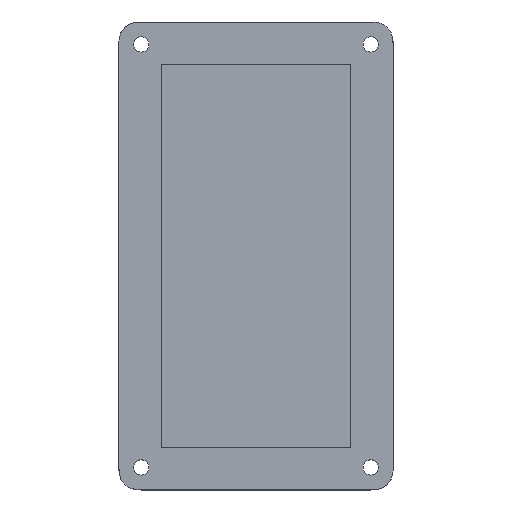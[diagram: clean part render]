
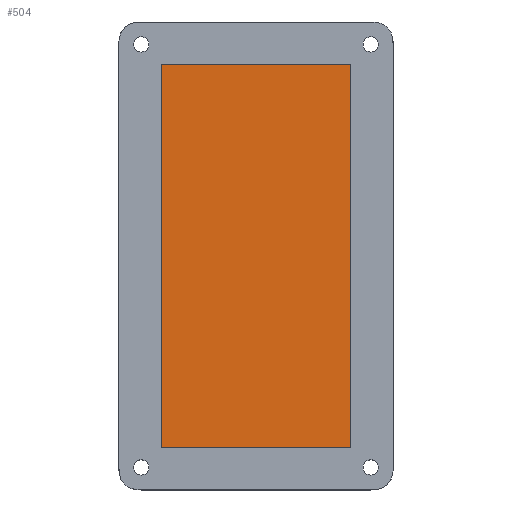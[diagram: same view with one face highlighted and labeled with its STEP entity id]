
A CAD part, top view. The second image highlights one B-rep face of the part: STEP entity #504.
In plain terms, the highlighted planar face has unit normal (0, 0, 1).
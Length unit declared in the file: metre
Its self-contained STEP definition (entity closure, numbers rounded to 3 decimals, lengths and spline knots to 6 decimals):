
#148=ORIENTED_EDGE('',*,*,#228,.F.);
#149=ORIENTED_EDGE('',*,*,#226,.T.);
#150=ORIENTED_EDGE('',*,*,#188,.T.);
#151=ORIENTED_EDGE('',*,*,#244,.F.);
#152=ORIENTED_EDGE('',*,*,#196,.T.);
#153=ORIENTED_EDGE('',*,*,#245,.T.);
#154=ORIENTED_EDGE('',*,*,#184,.T.);
#155=ORIENTED_EDGE('',*,*,#230,.F.);
#184=EDGE_CURVE('',#248,#249,#296,.T.);
#188=EDGE_CURVE('',#253,#252,#300,.T.);
#196=EDGE_CURVE('',#260,#261,#306,.T.);
#226=EDGE_CURVE('',#288,#253,#316,.T.);
#228=EDGE_CURVE('',#288,#289,#318,.T.);
#230=EDGE_CURVE('',#289,#249,#320,.T.);
#244=EDGE_CURVE('',#260,#252,#324,.T.);
#245=EDGE_CURVE('',#261,#248,#325,.T.);
#248=VERTEX_POINT('',#688);
#249=VERTEX_POINT('',#689);
#252=VERTEX_POINT('',#695);
#253=VERTEX_POINT('',#697);
#260=VERTEX_POINT('',#719);
#261=VERTEX_POINT('',#720);
#288=VERTEX_POINT('',#803);
#289=VERTEX_POINT('',#807);
#296=LINE('',#687,#328);
#300=LINE('',#696,#332);
#306=LINE('',#718,#338);
#316=LINE('',#802,#348);
#318=LINE('',#806,#350);
#320=LINE('',#810,#352);
#324=LINE('',#865,#356);
#325=LINE('',#866,#357);
#328=VECTOR('',#571,1.);
#332=VECTOR('',#575,1.);
#338=VECTOR('',#583,1.);
#348=VECTOR('',#653,1.);
#350=VECTOR('',#657,1.);
#352=VECTOR('',#661,1.);
#356=VECTOR('',#675,1.);
#357=VECTOR('',#676,1.);
#404=EDGE_LOOP('',(#148,#149,#150,#151,#152,#153,#154,#155));
#456=FACE_BOUND('',#404,.T.);
#478=PLANE('',#563);
#504=ADVANCED_FACE('',(#456),#478,.T.);
#563=AXIS2_PLACEMENT_3D('',#864,#673,#674);
#571=DIRECTION('',(0.,-1.,0.));
#575=DIRECTION('',(0.,-1.,0.));
#583=DIRECTION('',(0.,-1.,0.));
#653=DIRECTION('',(-1.,0.,0.));
#657=DIRECTION('',(0.,-1.,0.));
#661=DIRECTION('',(-1.,0.,0.));
#673=DIRECTION('',(0.,0.,1.));
#674=DIRECTION('',(1.,0.,0.));
#675=DIRECTION('',(1.,0.,0.));
#676=DIRECTION('',(1.,0.,0.));
#687=CARTESIAN_POINT('',(-0.0211,0.02135,0.003));
#688=CARTESIAN_POINT('',(-0.0211,0.021446,0.003));
#689=CARTESIAN_POINT('',(-0.0211,-0.0427,0.003));
#695=CARTESIAN_POINT('',(-0.0211,0.039946,0.003));
#696=CARTESIAN_POINT('',(-0.0211,0.02135,0.003));
#697=CARTESIAN_POINT('',(-0.0211,0.0427,0.003));
#718=CARTESIAN_POINT('',(-0.0306,0.0261,0.003));
#719=CARTESIAN_POINT('',(-0.0306,0.039946,0.003));
#720=CARTESIAN_POINT('',(-0.0306,0.021446,0.003));
#802=CARTESIAN_POINT('',(0.,0.0427,0.003));
#803=CARTESIAN_POINT('',(0.0211,0.0427,0.003));
#806=CARTESIAN_POINT('',(0.0211,0.02135,0.003));
#807=CARTESIAN_POINT('',(0.0211,-0.0427,0.003));
#810=CARTESIAN_POINT('',(0.,-0.0427,0.003));
#864=CARTESIAN_POINT('',(0.,0.,0.003));
#865=CARTESIAN_POINT('',(-0.02585,0.039946,0.003));
#866=CARTESIAN_POINT('',(-0.02585,0.021446,0.003));
